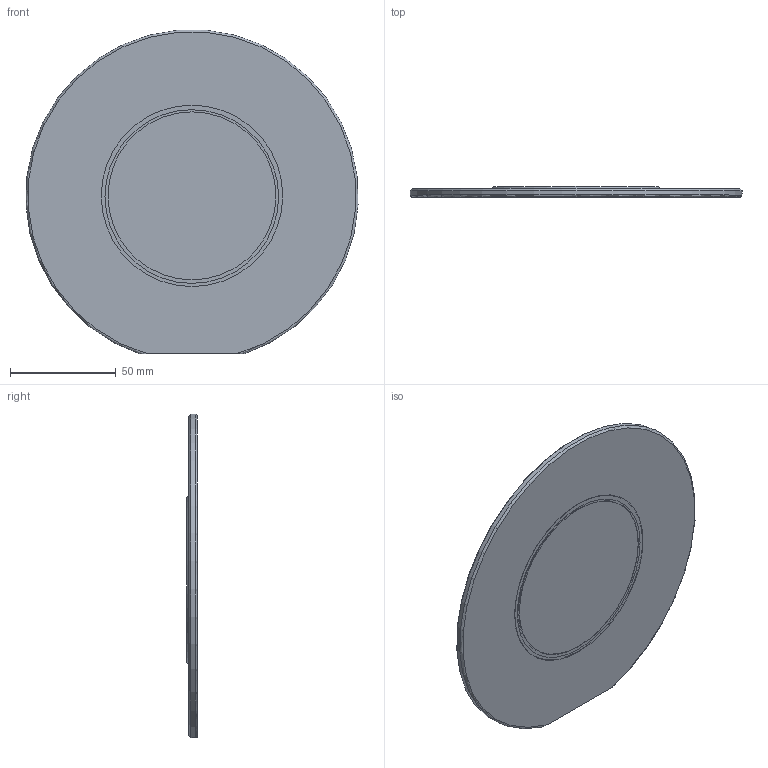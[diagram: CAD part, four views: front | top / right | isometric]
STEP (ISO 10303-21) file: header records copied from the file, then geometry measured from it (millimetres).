
FILE_DESCRIPTION(/* description */ (''),/* implementation_level */ '2;1');
FILE_NAME(/* name */ 'cellplate.step',/* time_stamp */ '2024-05-03T16:25:14Z',/* author */ (''),/* organization */ (''),/* preprocessor_version */ 'ST-DEVELOPER v20',/* originating_system */ 'Autodesk Translation Framework v12.20.1.177',/* authorisation */ '');
FILE_SCHEMA (('AUTOMOTIVE_DESIGN { 1 0 10303 214 3 1 1 }'));
Length unit declared in the file: millimetre
Products named in the file (1): cellplate
Bounding box: 156.76 x 5 x 152.77 mm (x, y, z)
Surface area: 121276.9 mm2
Topology: 3 solids, 3 shells, 73 faces, 129 edges, 80 vertices
Faces by surface type: plane 30, cone 18, cylinder 17, torus 8
Full cylindrical faces by diameter (mm): 5.5 x12, 80 x1, 85 x1
Entity records: 1870 total; most frequent: CARTESIAN_POINT 367, DIRECTION 338, ORIENTED_EDGE 258, AXIS2_PLACEMENT_3D 147, EDGE_CURVE 129, EDGE_LOOP 91, VERTEX_POINT 80, FACE_OUTER_BOUND 73
